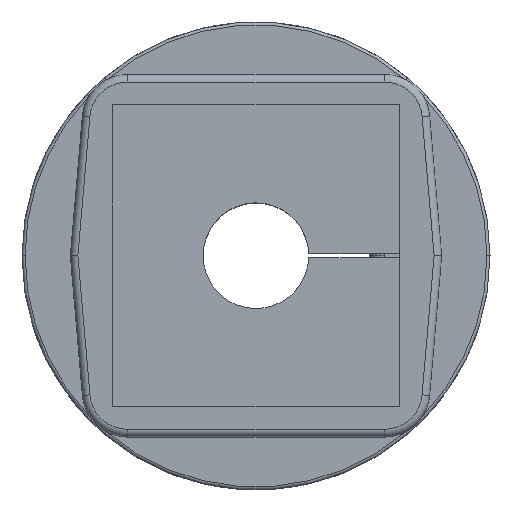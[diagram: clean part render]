
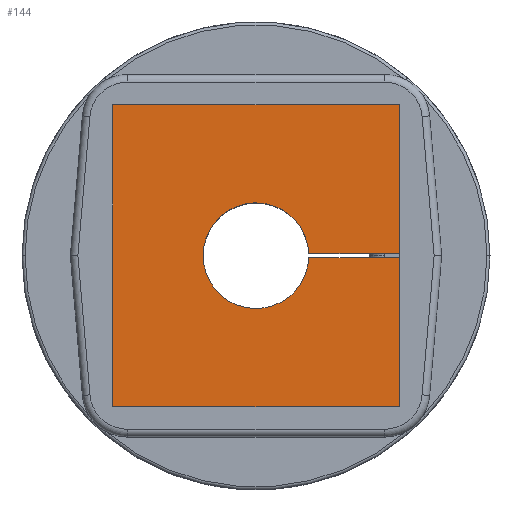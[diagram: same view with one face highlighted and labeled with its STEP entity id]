
A CAD part, top view. The second image highlights one B-rep face of the part: STEP entity #144.
In plain terms, the highlighted planar face has unit normal (0, 0, 1).
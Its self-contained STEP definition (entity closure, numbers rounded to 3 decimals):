
#144=ADVANCED_FACE('NONE',(#326),#327,.T.);
#326=FACE_OUTER_BOUND('',#661,.T.);
#327=PLANE('',#662);
#661=EDGE_LOOP('',(#1303,#1304,#1305,#1306,#1307,#1308,#1309,#1310,#1311));
#662=AXIS2_PLACEMENT_3D('',#1312,#1313,#1314);
#1303=ORIENTED_EDGE('',*,*,#1608,.F.);
#1304=ORIENTED_EDGE('',*,*,#1565,.F.);
#1305=ORIENTED_EDGE('',*,*,#1609,.F.);
#1306=ORIENTED_EDGE('',*,*,#1610,.F.);
#1307=ORIENTED_EDGE('',*,*,#1599,.T.);
#1308=ORIENTED_EDGE('',*,*,#1605,.T.);
#1309=ORIENTED_EDGE('',*,*,#1607,.T.);
#1310=ORIENTED_EDGE('',*,*,#1595,.T.);
#1311=ORIENTED_EDGE('',*,*,#1573,.T.);
#1312=CARTESIAN_POINT('',(9.5,10.0,13.0));
#1313=DIRECTION('',(0.0,0.,1.0));
#1314=DIRECTION('',(-1.0,0.,0.));
#1565=EDGE_CURVE('NONE',#1895,#1897,#1898,.T.);
#1573=EDGE_CURVE('NONE',#1913,#1911,#1914,.T.);
#1595=EDGE_CURVE('NONE',#1949,#1913,#1950,.T.);
#1599=EDGE_CURVE('NONE',#1956,#1957,#1958,.T.);
#1605=EDGE_CURVE('NONE',#1957,#1966,#1968,.T.);
#1607=EDGE_CURVE('NONE',#1966,#1949,#1970,.T.);
#1608=EDGE_CURVE('NONE',#1897,#1911,#1971,.T.);
#1609=EDGE_CURVE('NONE',#1972,#1895,#1973,.T.);
#1610=EDGE_CURVE('NONE',#1956,#1972,#1974,.T.);
#1895=VERTEX_POINT('NONE',#2380);
#1897=VERTEX_POINT('NONE',#2383);
#1898=CIRCLE('',#2384,3.5);
#1911=VERTEX_POINT('NONE',#2403);
#1913=VERTEX_POINT('NONE',#2406);
#1914=LINE('',#2407,#2408);
#1949=VERTEX_POINT('NONE',#2464);
#1950=LINE('',#2465,#2466);
#1956=VERTEX_POINT('NONE',#2475);
#1957=VERTEX_POINT('NONE',#2476);
#1958=LINE('',#2477,#2478);
#1966=VERTEX_POINT('NONE',#2490);
#1968=LINE('',#2493,#2494);
#1970=LINE('',#2497,#2498);
#1971=LINE('',#2499,#2500);
#1972=VERTEX_POINT('NONE',#2501);
#1973=CIRCLE('',#2502,3.5);
#1974=LINE('',#2503,#2504);
#2380=CARTESIAN_POINT('',(-3.5,0.,13.0));
#2383=CARTESIAN_POINT('',(3.497,-0.15,13.0));
#2384=AXIS2_PLACEMENT_3D('',#2871,#2872,#2873);
#2403=CARTESIAN_POINT('',(9.5,-0.15,13.0));
#2406=CARTESIAN_POINT('',(9.5,-10.,13.0));
#2407=CARTESIAN_POINT('',(9.5,-10.,13.0));
#2408=VECTOR('',#2881,1000.0);
#2464=CARTESIAN_POINT('',(-9.5,-10.,13.0));
#2465=CARTESIAN_POINT('',(9.5,-10.,13.0));
#2466=VECTOR('',#2903,1000.0);
#2475=CARTESIAN_POINT('',(9.5,0.15,13.0));
#2476=CARTESIAN_POINT('',(9.5,10.0,13.0));
#2477=CARTESIAN_POINT('',(9.5,-10.,13.0));
#2478=VECTOR('',#2907,1000.0);
#2490=CARTESIAN_POINT('',(-9.5,10.0,13.0));
#2493=CARTESIAN_POINT('',(9.5,10.0,13.0));
#2494=VECTOR('',#2913,1000.0);
#2497=CARTESIAN_POINT('',(-9.5,-10.,13.0));
#2498=VECTOR('',#2915,1000.0);
#2499=CARTESIAN_POINT('',(9.5,-0.15,13.0));
#2500=VECTOR('',#2916,1000.0);
#2501=CARTESIAN_POINT('',(3.497,0.15,13.0));
#2502=AXIS2_PLACEMENT_3D('',#2917,#2918,#2919);
#2503=CARTESIAN_POINT('',(9.5,0.15,13.0));
#2504=VECTOR('',#2920,1000.0);
#2871=CARTESIAN_POINT('',(0.,0.,13.0));
#2872=DIRECTION('',(0.0,0.,1.0));
#2873=DIRECTION('',(-1.0,0.,0.));
#2881=DIRECTION('',(0.,1.0,0.));
#2903=DIRECTION('',(1.0,0.,0.0));
#2907=DIRECTION('',(0.,1.0,0.));
#2913=DIRECTION('',(-1.0,0.,0.0));
#2915=DIRECTION('',(0.,-1.0,0.));
#2916=DIRECTION('',(1.0,0.,0.0));
#2917=CARTESIAN_POINT('',(0.,0.,13.0));
#2918=DIRECTION('',(0.0,0.,1.0));
#2919=DIRECTION('',(-1.0,0.,0.));
#2920=DIRECTION('',(-1.0,0.,0.0));
